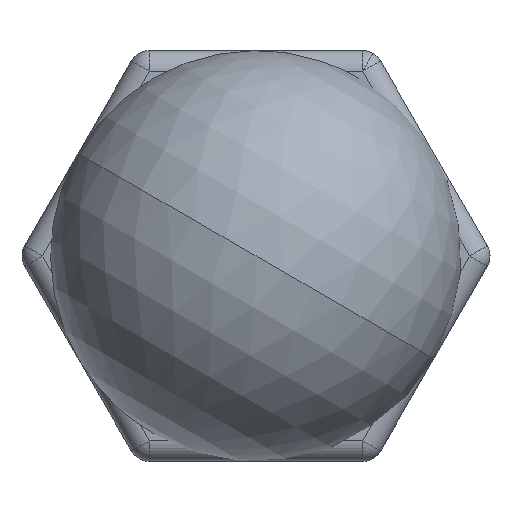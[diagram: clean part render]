
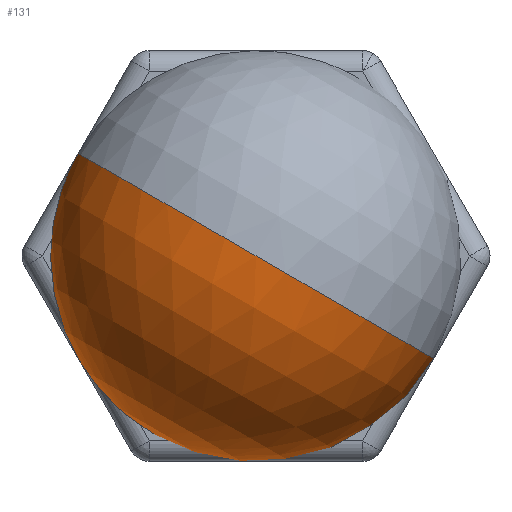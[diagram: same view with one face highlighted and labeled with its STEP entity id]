
A CAD part, front view. The second image highlights one B-rep face of the part: STEP entity #131.
In plain terms, the highlighted spherical face has radius 5 mm.
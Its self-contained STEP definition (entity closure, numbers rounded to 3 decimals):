
#54 = EDGE_CURVE ( 'NONE', #2203, #662, #863, .T. ) ;
#131 = ADVANCED_FACE ( 'NONE', ( #1855 ), #938, .T. ) ;
#208 = EDGE_CURVE ( 'NONE', #952, #662, #1608, .T. ) ;
#273 = EDGE_LOOP ( 'NONE', ( #1452, #838, #2081 ) ) ;
#339 = DIRECTION ( 'NONE',  ( 1., 0., 0. ) ) ;
#451 = CARTESIAN_POINT ( 'NONE',  ( 0., -6., 0. ) ) ;
#575 = CARTESIAN_POINT ( 'NONE',  ( 0., -6., -3.6 ) ) ;
#634 = AXIS2_PLACEMENT_3D ( 'NONE', #2051, #966, #2123 ) ;
#662 = VERTEX_POINT ( 'NONE', #575 ) ;
#838 = ORIENTED_EDGE ( 'NONE', *, *, #2176, .T. ) ;
#863 = CIRCLE ( 'NONE', #902, 5. ) ;
#902 = AXIS2_PLACEMENT_3D ( 'NONE', #2386, #339, #2063 ) ;
#925 = DIRECTION ( 'NONE',  ( 1., 0., 0. ) ) ;
#938 = SPHERICAL_SURFACE ( 'NONE', #1096, 5. ) ;
#952 = VERTEX_POINT ( 'NONE', #1438 ) ;
#966 = DIRECTION ( 'NONE',  ( -1., 0., 0. ) ) ;
#1096 = AXIS2_PLACEMENT_3D ( 'NONE', #2040, #925, #2048 ) ;
#1155 = CARTESIAN_POINT ( 'NONE',  ( 0., -14.47, 0. ) ) ;
#1438 = CARTESIAN_POINT ( 'NONE',  ( 0., -6., 3.6 ) ) ;
#1452 = ORIENTED_EDGE ( 'NONE', *, *, #54, .F. ) ;
#1536 = DIRECTION ( 'NONE',  ( 0., 0., -1. ) ) ;
#1608 = CIRCLE ( 'NONE', #2212, 3.6 ) ;
#1689 = CIRCLE ( 'NONE', #634, 5. ) ;
#1736 = DIRECTION ( 'NONE',  ( 0., -1., 0. ) ) ;
#1855 = FACE_OUTER_BOUND ( 'NONE', #273, .T. ) ;
#2040 = CARTESIAN_POINT ( 'NONE',  ( 0., -9.47, 0. ) ) ;
#2048 = DIRECTION ( 'NONE',  ( 0., 0., 1. ) ) ;
#2051 = CARTESIAN_POINT ( 'NONE',  ( 0., -9.47, 0. ) ) ;
#2063 = DIRECTION ( 'NONE',  ( 0., 0., -1. ) ) ;
#2081 = ORIENTED_EDGE ( 'NONE', *, *, #208, .T. ) ;
#2123 = DIRECTION ( 'NONE',  ( 0., 0., 1. ) ) ;
#2176 = EDGE_CURVE ( 'NONE', #2203, #952, #1689, .T. ) ;
#2203 = VERTEX_POINT ( 'NONE', #1155 ) ;
#2212 = AXIS2_PLACEMENT_3D ( 'NONE', #451, #1736, #1536 ) ;
#2386 = CARTESIAN_POINT ( 'NONE',  ( 0., -9.47, 0. ) ) ;
